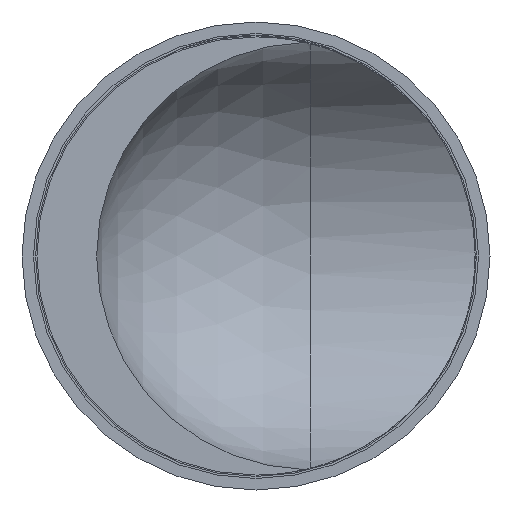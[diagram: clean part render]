
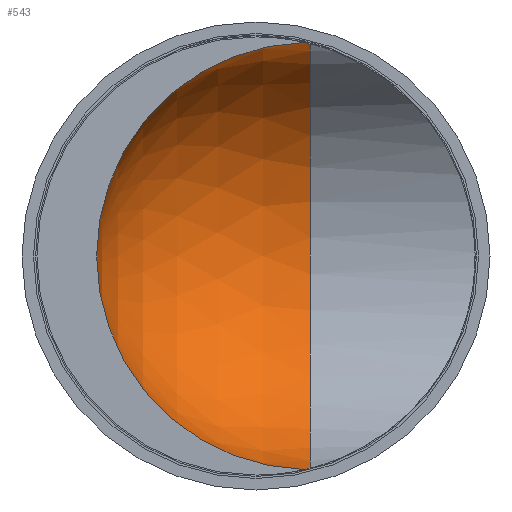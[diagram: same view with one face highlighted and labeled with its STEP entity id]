
A CAD part, front view. The second image highlights one B-rep face of the part: STEP entity #543.
In plain terms, the highlighted spherical face has radius 3.15 mm.
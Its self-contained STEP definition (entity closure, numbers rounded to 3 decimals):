
#278 = EDGE_CURVE ( 'Defeature ausgef�hrt4_13+Defeature ausgef�hrt4_11+Defeature ausgef�hrt4_0+Defeature ausgef�hrt4_0', #2521, #2444, #2588, .T. ) ;
#445 = ORIENTED_EDGE ( 'NONE', *, *, #1460, .T. ) ;
#494 = B_SPLINE_CURVE_WITH_KNOTS ( 'NONE', 3,
 ( #2231, #704, #2487, #2453 ),
 .UNSPECIFIED., .F., .F.,
 ( 4, 4 ),
 ( 0., 0. ),
 .UNSPECIFIED. ) ;
#534 = CARTESIAN_POINT ( 'NONE',  ( 0.719, 7.85, 3.149 ) ) ;
#543 = ADVANCED_FACE ( 'Defeature ausgef�hrt4_13', ( #2875 ), #1360, .F. ) ;
#572 = EDGE_CURVE ( 'Defeature ausgef�hrt4_13+Defeature ausgef�hrt4_0+Defeature ausgef�hrt4_11+Defeature ausgef�hrt4_12', #2444, #2724, #1160, .T. ) ;
#612 = AXIS2_PLACEMENT_3D ( 'NONE', #3112, #1363, #1841 ) ;
#667 = CARTESIAN_POINT ( 'NONE',  ( 0.8, 8.21, 3.129 ) ) ;
#704 = CARTESIAN_POINT ( 'NONE',  ( 0.749, 8.097, 3.142 ) ) ;
#707 = CARTESIAN_POINT ( 'NONE',  ( 0.8, 7.85, 0. ) ) ;
#946 = AXIS2_PLACEMENT_3D ( 'NONE', #707, #1461, #3018 ) ;
#1070 = DIRECTION ( 'NONE',  ( -1., 0., 0. ) ) ;
#1160 = B_SPLINE_CURVE_WITH_KNOTS ( 'NONE', 3,
 ( #3155, #2425, #1662, #2359 ),
 .UNSPECIFIED., .F., .F.,
 ( 4, 4 ),
 ( 0., 0. ),
 .UNSPECIFIED. ) ;
#1198 = CIRCLE ( 'NONE', #946, 3.15 ) ;
#1205 = ORIENTED_EDGE ( 'NONE', *, *, #2463, .T. ) ;
#1283 = EDGE_LOOP ( 'NONE', ( #1381, #1205, #445, #2748 ) ) ;
#1360 = SPHERICAL_SURFACE ( 'NONE', #3007, 3.15 ) ;
#1363 = DIRECTION ( 'NONE',  ( 0., -1., 0. ) ) ;
#1381 = ORIENTED_EDGE ( 'NONE', *, *, #572, .T. ) ;
#1460 = EDGE_CURVE ( 'Defeature ausgef�hrt4_13+Defeature ausgef�hrt4_0+Defeature ausgef�hrt4_12+Defeature ausgef�hrt4_11', #3242, #2521, #494, .T. ) ;
#1461 = DIRECTION ( 'NONE',  ( 1., 0., 0. ) ) ;
#1620 = CARTESIAN_POINT ( 'NONE',  ( 0.8, 8.21, -3.129 ) ) ;
#1662 = CARTESIAN_POINT ( 'NONE',  ( 0.749, 8.097, -3.142 ) ) ;
#1841 = DIRECTION ( 'NONE',  ( 0., 0., -1. ) ) ;
#1985 = CARTESIAN_POINT ( 'NONE',  ( 0.719, 7.85, -3.149 ) ) ;
#2231 = CARTESIAN_POINT ( 'NONE',  ( 0.8, 8.21, 3.129 ) ) ;
#2359 = CARTESIAN_POINT ( 'NONE',  ( 0.8, 8.21, -3.129 ) ) ;
#2425 = CARTESIAN_POINT ( 'NONE',  ( 0.719, 7.975, -3.149 ) ) ;
#2444 = VERTEX_POINT ( 'NONE', #1985 ) ;
#2453 = CARTESIAN_POINT ( 'NONE',  ( 0.719, 7.85, 3.149 ) ) ;
#2463 = EDGE_CURVE ( 'Defeature ausgef�hrt4_13+Defeature ausgef�hrt4_12+Defeature ausgef�hrt4_0+Defeature ausgef�hrt4_0', #2724, #3242, #1198, .T. ) ;
#2487 = CARTESIAN_POINT ( 'NONE',  ( 0.719, 7.975, 3.149 ) ) ;
#2521 = VERTEX_POINT ( 'NONE', #534 ) ;
#2588 = CIRCLE ( 'NONE', #612, 3.15 ) ;
#2724 = VERTEX_POINT ( 'NONE', #1620 ) ;
#2748 = ORIENTED_EDGE ( 'NONE', *, *, #278, .T. ) ;
#2875 = FACE_OUTER_BOUND ( 'NONE', #1283, .T. ) ;
#3007 = AXIS2_PLACEMENT_3D ( 'NONE', #3133, #1070, #3116 ) ;
#3018 = DIRECTION ( 'NONE',  ( 0., 0., -1. ) ) ;
#3112 = CARTESIAN_POINT ( 'NONE',  ( 0.8, 7.85, 0. ) ) ;
#3116 = DIRECTION ( 'NONE',  ( 0., 1., 0. ) ) ;
#3133 = CARTESIAN_POINT ( 'NONE',  ( 0.8, 7.85, 0. ) ) ;
#3155 = CARTESIAN_POINT ( 'NONE',  ( 0.719, 7.85, -3.149 ) ) ;
#3242 = VERTEX_POINT ( 'NONE', #667 ) ;
